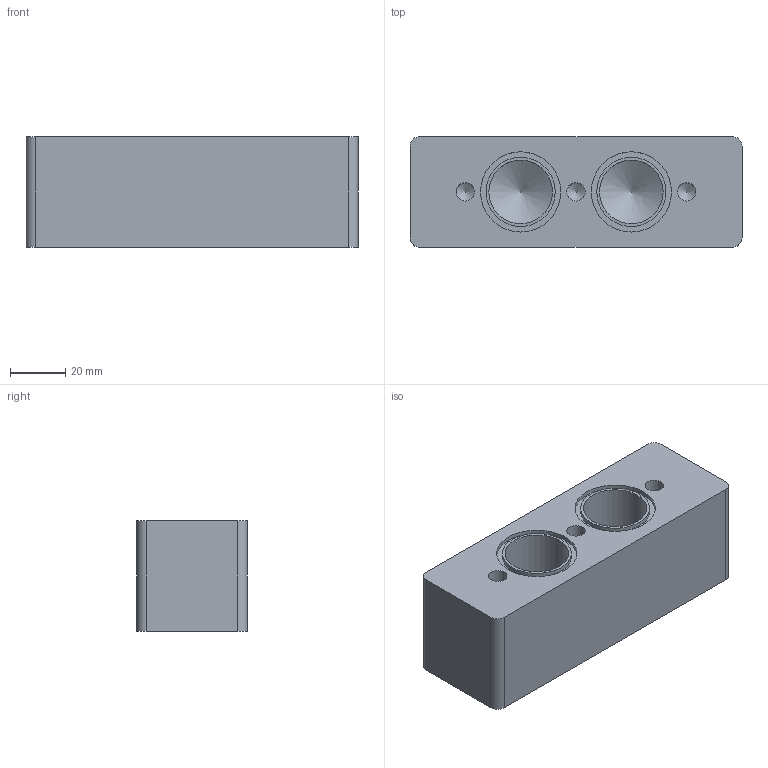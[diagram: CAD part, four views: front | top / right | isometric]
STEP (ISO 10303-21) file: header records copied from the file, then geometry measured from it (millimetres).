
FILE_DESCRIPTION((''),'2;1');
FILE_NAME('SD0203N.stp','2009-08-10T15:18:40',('teddy iii'),(''),'Autodesk Inventor 11','Autodesk Inventor 11','');
FILE_SCHEMA(('AUTOMOTIVE_DESIGN { 1 0 10303 214 1 1 1 1 }'));
Length unit declared in the file: millimetre
Products named in the file (1): SD0203N
Bounding box: 120 x 40 x 40 mm (x, y, z)
Volume: 166951.1 mm3; surface area: 28123.4 mm2
Topology: 1 solids, 1 shells, 28 faces, 66 edges, 44 vertices
Faces by surface type: bspline 10, plane 10, cylinder 8
Full cylindrical faces by diameter (mm): 25 x2, 29 x2
Entity records: 809 total; most frequent: CARTESIAN_POINT 275, DIRECTION 106, ORIENTED_EDGE 84, EDGE_LOOP 46, AXIS2_PLACEMENT_3D 45, EDGE_CURVE 42, VERTEX_POINT 34, FACE_OUTER_BOUND 28
